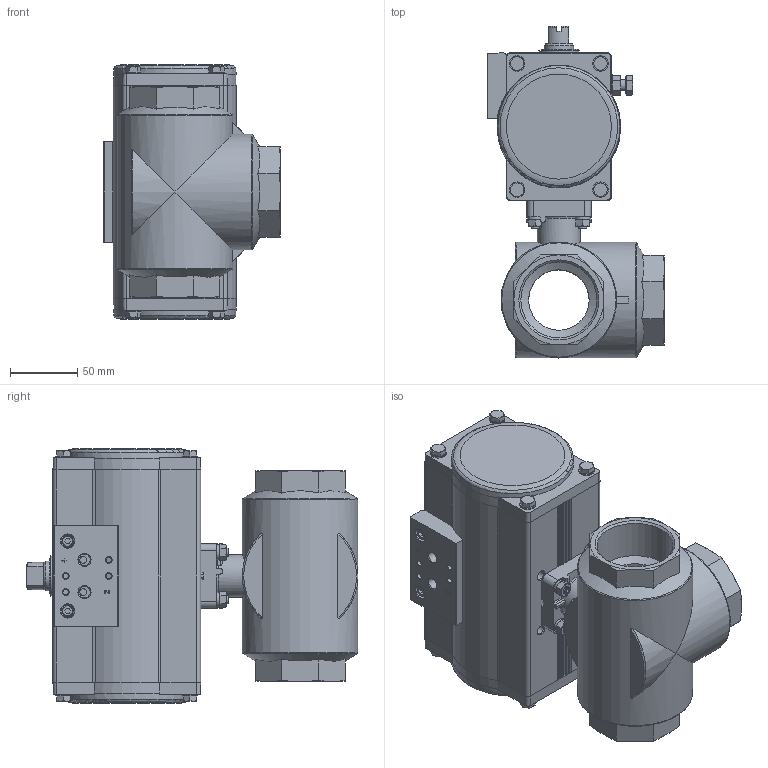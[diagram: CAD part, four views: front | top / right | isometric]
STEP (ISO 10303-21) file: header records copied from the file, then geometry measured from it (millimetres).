
FILE_DESCRIPTION(/* description */ ('STEP AP214'),/* implementation_level */ '2;1');
FILE_NAME(/* name */ '8070265_VZBM-A-2-RP-25-F-3T-B2-PA80',/* time_stamp */ '2024-09-18T03:24:26+02:00',/* author */ ('License CC BY-ND 4.0'),/* organization */ ('CADENAS'),/* preprocessor_version */ 'ST-DEVELOPER v19.3',/* originating_system */ 'PARTsolutions',/* authorisation */ ' ');
FILE_SCHEMA (('AUTOMOTIVE_DESIGN {1 0 10303 214 3 1 1}'));
Length unit declared in the file: millimetre
Products named in the file (11): 8070265 VZBM-A-2-RP-25-F-3T-B2-PA80; 4451860 VZBM-2-Rp-25-F-3T-F05-B2B3; 8042187 DFPD-80-90-RD-F05-------(housing); 8042187 DFPD-80(F05_90)---(shaft); 3639455 SCHEIBE 8.2X16X1.5-1.4301; 3639451 DFPD-80; DIN 934 - M8(F); 8082123 DARQ-R-A-S17-S14-17; 1142596 NL-6; ISO-4026 M6x30; ISO 4032 - M6(F)
Assembly tree (22 placements, depth 2):
  8070265 VZBM-A-2-RP-25-F-3T-B2-PA80
    4451860 VZBM-2-Rp-25-F-3T-F05-B2B3
    8042187 DFPD-80-90-RD-F05-------(housing)
    8042187 DFPD-80(F05_90)---(shaft)
    3639455 SCHEIBE 8.2X16X1.5-1.4301  x2
    3639451 DFPD-80  x2
    DIN 934 - M8(F)  x2
    8082123 DARQ-R-A-S17-S14-17
    1142596 NL-6  x4
    ISO-4026 M6x30  x4
    ISO 4032 - M6(F)  x4
Bounding box: 131.5 x 247 x 189.3 mm (x, y, z)
Volume: 2375699.7 mm3; surface area: 240736.8 mm2
Topology: 22 solids, 22 shells, 1069 faces, 2515 edges, 1548 vertices
Faces by surface type: plane 525, cone 294, cylinder 212, torus 36, sphere 2
Full cylindrical faces by diameter (mm): 2 x2, 4.134 x9, 4.917 x9, 5 x2, 6 x4, 6.5 x8, 6.647 x8, 8 x2, 8.2 x2, 8.5 x2, 8.566 x2, 10 x2, 10.8 x4, 11.5 x8, 12.2 x2, 13 x2, 16 x2, 17.2 x2, 22 x3, 24 x1, 26 x2, 26.3 x1, 30 x3, 31 x1, 32 x1, 35 x1, 35.5 x2, 36 x2, 40 x1, 45 x2
Entity records: 25177 total; most frequent: CARTESIAN_POINT 5476, DIRECTION 3975, ORIENTED_EDGE 3806, EDGE_CURVE 1903, AXIS2_PLACEMENT_3D 1575, VERTEX_POINT 1299, FACE_BOUND 1162, EDGE_LOOP 1146
